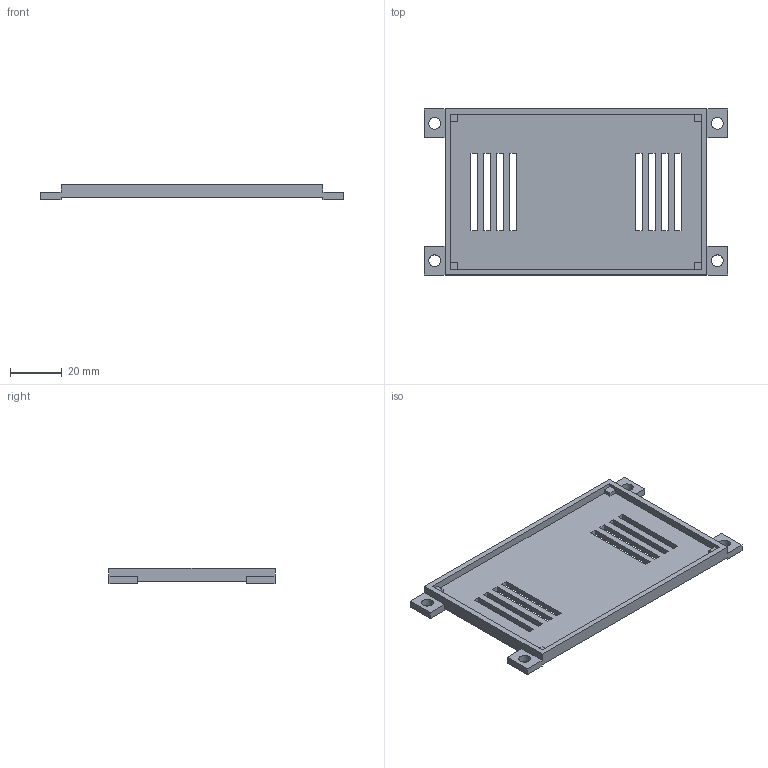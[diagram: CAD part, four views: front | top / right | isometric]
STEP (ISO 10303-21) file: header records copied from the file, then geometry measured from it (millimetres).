
FILE_DESCRIPTION (( 'STEP AP214' ), '1' );
FILE_NAME ('baseplaca_ver1.STEP', '2023-04-12T16:06:35', ( '' ), ( '' ), 'SwSTEP 2.0', 'SolidWorks 2017', '' );
FILE_SCHEMA (( 'AUTOMOTIVE_DESIGN' ));
Length unit declared in the file: millimetre
Products named in the file (1): baseplaca_ver1
Bounding box: 117 x 64 x 5.8 mm (x, y, z)
Volume: 14523.3 mm3; surface area: 16344.7 mm2
Topology: 1 solids, 1 shells, 83 faces, 236 edges, 156 vertices
Faces by surface type: plane 75, cylinder 8
Entity records: 2736 total; most frequent: CARTESIAN_POINT 476, ORIENTED_EDGE 472, DIRECTION 420, EDGE_CURVE 236, VECTOR 220, LINE 220, VERTEX_POINT 156, EDGE_LOOP 108
